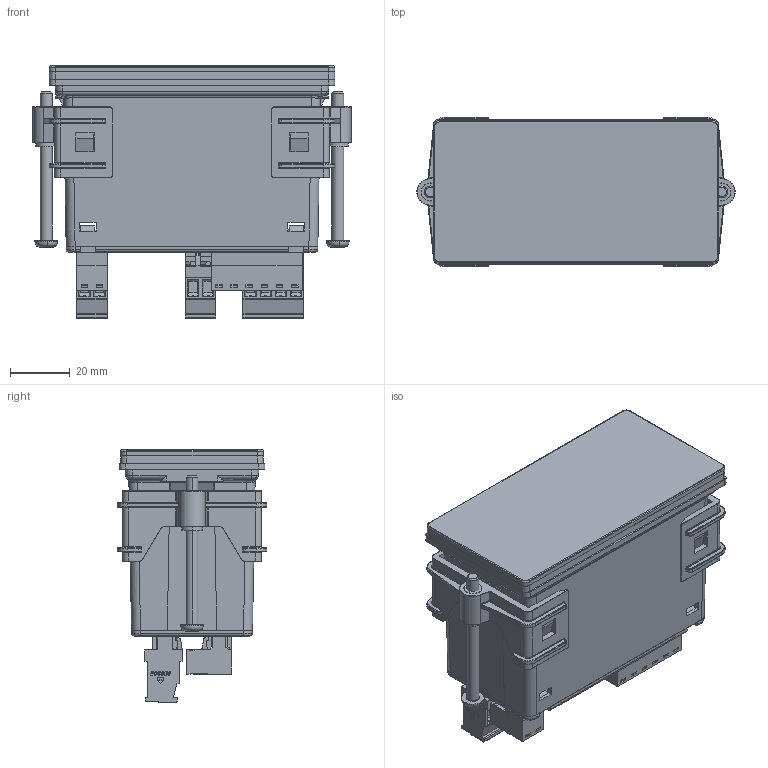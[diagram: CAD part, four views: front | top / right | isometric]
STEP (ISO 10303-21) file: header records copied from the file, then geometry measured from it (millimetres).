
FILE_DESCRIPTION (( 'STEP AP214' ), '1' );
FILE_NAME ('DEFINE-MERLIN-R2A.STEP', '2025-10-08T16:30:38', ( '' ), ( '' ), 'SwSTEP 2.0', 'SolidWorks 2024', '' );
FILE_SCHEMA (( 'AUTOMOTIVE_DESIGN' ));
Length unit declared in the file: inch
Products named in the file (1): DEFINE-MERLIN-R2A
Bounding box: 107 x 50.2 x 84.75 mm (x, y, z)
Volume: 85785.7 mm3; surface area: 81850.1 mm2
Topology: 20 solids, 20 shells, 5859 faces, 15996 edges, 10392 vertices
Faces by surface type: plane 4132, cylinder 1215, torus 260, cone 106, bspline 90, sphere 56
Entity records: 190259 total; most frequent: CARTESIAN_POINT 41949, ORIENTED_EDGE 31902, DIRECTION 29345, EDGE_CURVE 15951, LINE 12425, VECTOR 12425, VERTEX_POINT 10376, AXIS2_PLACEMENT_3D 8460
